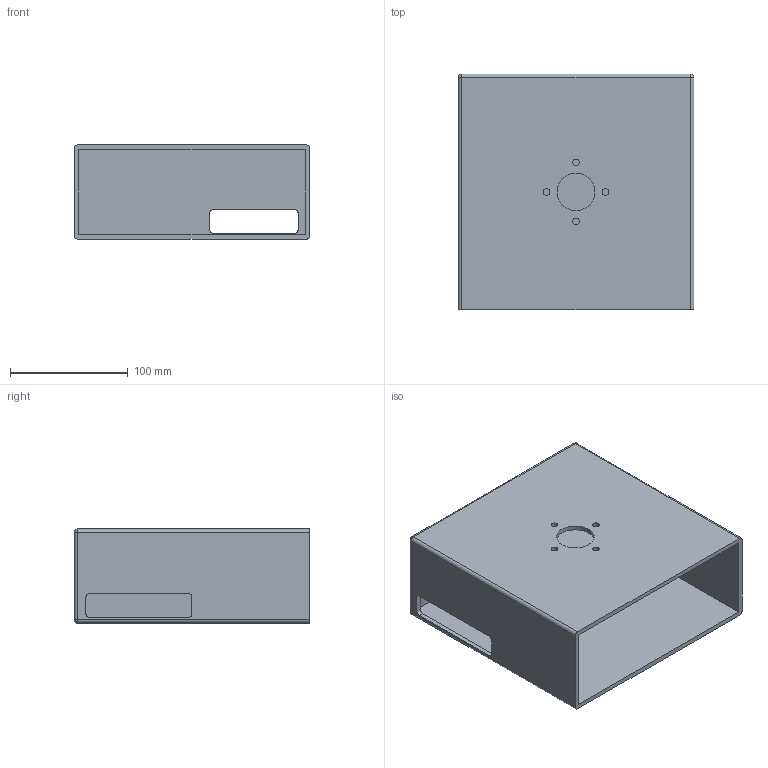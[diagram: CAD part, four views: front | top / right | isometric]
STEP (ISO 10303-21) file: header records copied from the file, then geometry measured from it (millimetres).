
FILE_DESCRIPTION(/* description */ ('STEP AP242','CAx-IF Rec.Pracs.---Representation and Presentation of Product Manufacturing Information (PMI)---4.0---2014-10-13','CAx-IF Rec.Pracs.---3D Tessellated Geometry---0.4---2014-09-14','2;1'),/* implementation_level */ '2;1');
FILE_NAME(/* name */ '67db102d0afd89293d2d243c',/* time_stamp */ '2025-03-19T18:42:53Z',/* author */ (''),/* organization */ (''),/* preprocessor_version */ 'ST-DEVELOPER v20',/* originating_system */ 'ONSHAPE BY PTC INC, 1.195',/* authorisation */ ' ');
FILE_SCHEMA (('AP242_MANAGED_MODEL_BASED_3D_ENGINEERING_MIM_LF { 1 0 10303 442 1 1 4 }'));
Length unit declared in the file: metre
Products named in the file (1): Boite_Elec
Bounding box: 200 x 200 x 80 mm (x, y, z)
Volume: 471138.1 mm3; surface area: 239631.8 mm2
Topology: 1 solids, 1 shells, 44 faces, 119 edges, 74 vertices
Faces by surface type: cylinder 21, plane 19, sphere 4
Full cylindrical faces by diameter (mm): 5.6 x4, 32 x1
Entity records: 1346 total; most frequent: DIRECTION 238, CARTESIAN_POINT 221, ORIENTED_EDGE 212, EDGE_CURVE 106, AXIS2_PLACEMENT_3D 87, VERTEX_POINT 70, LINE 64, VECTOR 64
